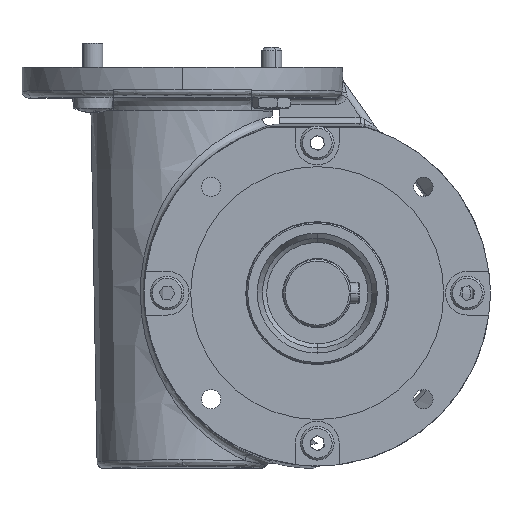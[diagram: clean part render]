
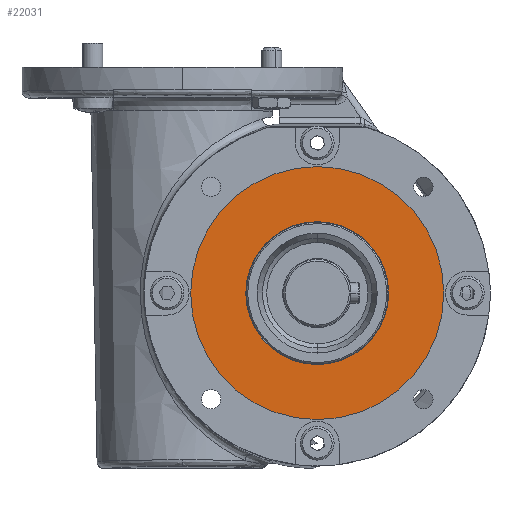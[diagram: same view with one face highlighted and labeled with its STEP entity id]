
A CAD part, left-side view. The second image highlights one B-rep face of the part: STEP entity #22031.
In plain terms, the highlighted planar face has unit normal (-1, 0, 0).
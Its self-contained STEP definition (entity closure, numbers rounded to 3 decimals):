
#4354 = EDGE_LOOP ( 'NONE', ( #32110, #32566 ) ) ;
#4521 = EDGE_LOOP ( 'NONE', ( #8048, #32382 ) ) ;
#8048 = ORIENTED_EDGE ( 'NONE', *, *, #20200, .F. ) ;
#13176 = CARTESIAN_POINT ( 'NONE',  ( -40., 0., -21.176 ) ) ;
#13311 = CARTESIAN_POINT ( 'NONE',  ( -40., 0., -37.5 ) ) ;
#13377 = CARTESIAN_POINT ( 'NONE',  ( -40., 0., 21.176 ) ) ;
#13414 = CARTESIAN_POINT ( 'NONE',  ( -40., 0., 37.5 ) ) ;
#13991 = AXIS2_PLACEMENT_3D ( 'NONE', #22946, #22947, #22948 ) ;
#13994 = AXIS2_PLACEMENT_3D ( 'NONE', #22960, #22961, #22962 ) ;
#13996 = AXIS2_PLACEMENT_3D ( 'NONE', #22966, #22967, #22968 ) ;
#13997 = AXIS2_PLACEMENT_3D ( 'NONE', #22971, #22972, #22973 ) ;
#17167 = CIRCLE ( 'NONE', #13991, 37.5 ) ;
#17177 = CIRCLE ( 'NONE', #13994, 21.176 ) ;
#17182 = CIRCLE ( 'NONE', #13996, 21.176 ) ;
#17183 = CIRCLE ( 'NONE', #13997, 37.5 ) ;
#20200 = EDGE_CURVE ( 'NONE', #29209, #29346, #17167, .T. ) ;
#20214 = EDGE_CURVE ( 'NONE', #29289, #29041, #17177, .T. ) ;
#20221 = EDGE_CURVE ( 'NONE', #29041, #29289, #17182, .T. ) ;
#20224 = EDGE_CURVE ( 'NONE', #29346, #29209, #17183, .T. ) ;
#22031 = ADVANCED_FACE ( 'NONE', ( #24320, #24331 ), #26928, .F. ) ;
#22946 = CARTESIAN_POINT ( 'NONE',  ( -40., 0., 0. ) ) ;
#22947 = DIRECTION ( 'NONE',  ( 1., 0., 0. ) ) ;
#22948 = DIRECTION ( 'NONE',  ( 0., 0., -1. ) ) ;
#22960 = CARTESIAN_POINT ( 'NONE',  ( -40., 0., 0. ) ) ;
#22961 = DIRECTION ( 'NONE',  ( 1., 0., 0. ) ) ;
#22962 = DIRECTION ( 'NONE',  ( 0., 0., -1. ) ) ;
#22966 = CARTESIAN_POINT ( 'NONE',  ( -40., 0., 0. ) ) ;
#22967 = DIRECTION ( 'NONE',  ( 1., 0., 0. ) ) ;
#22968 = DIRECTION ( 'NONE',  ( 0., 0., -1. ) ) ;
#22971 = CARTESIAN_POINT ( 'NONE',  ( -40., 0., 0. ) ) ;
#22972 = DIRECTION ( 'NONE',  ( 1., 0., 0. ) ) ;
#22973 = DIRECTION ( 'NONE',  ( 0., 0., -1. ) ) ;
#24320 = FACE_BOUND ( 'NONE', #4354, .T. ) ;
#24331 = FACE_OUTER_BOUND ( 'NONE', #4521, .T. ) ;
#26927 = CARTESIAN_POINT ( 'NONE',  ( -40., 38., 0. ) ) ;
#26928 = PLANE ( 'NONE',  #28580 ) ;
#26933 = DIRECTION ( 'NONE',  ( 1., 0., 0. ) ) ;
#26934 = DIRECTION ( 'NONE',  ( 0., 0., -1. ) ) ;
#28580 = AXIS2_PLACEMENT_3D ( 'NONE', #26927, #26933, #26934 ) ;
#29041 = VERTEX_POINT ( 'NONE', #13176 ) ;
#29209 = VERTEX_POINT ( 'NONE', #13311 ) ;
#29289 = VERTEX_POINT ( 'NONE', #13377 ) ;
#29346 = VERTEX_POINT ( 'NONE', #13414 ) ;
#32110 = ORIENTED_EDGE ( 'NONE', *, *, #20214, .T. ) ;
#32382 = ORIENTED_EDGE ( 'NONE', *, *, #20224, .F. ) ;
#32566 = ORIENTED_EDGE ( 'NONE', *, *, #20221, .T. ) ;
